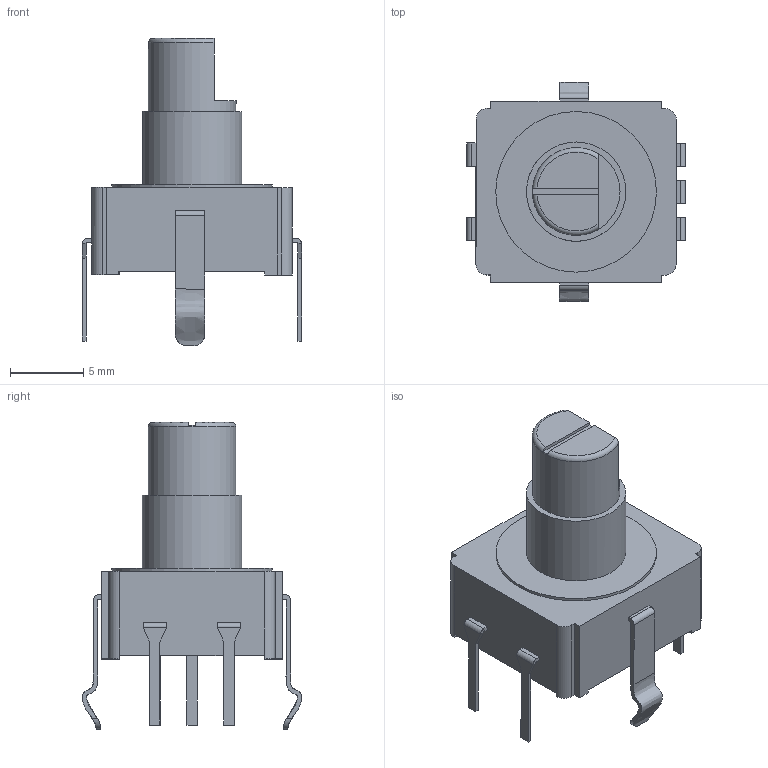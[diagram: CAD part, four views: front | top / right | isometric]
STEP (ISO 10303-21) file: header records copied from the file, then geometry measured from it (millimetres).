
FILE_DESCRIPTION(/* description */ (''),/* implementation_level */ '2;1');
FILE_NAME(/* name */ 'Encoder v2.step',/* time_stamp */ '2020-03-23T00:29:08+01:00',/* author */ (''),/* organization */ (''),/* preprocessor_version */ 'ST-DEVELOPER v18',/* originating_system */ 'Autodesk Translation Framework v8.12.0.6',/* authorisation */ '');
FILE_SCHEMA (('AUTOMOTIVE_DESIGN { 1 0 10303 214 3 1 1 }'));
Length unit declared in the file: millimetre
Products named in the file (2): Encoder; User Library-rotacijski enkoder
Assembly tree (1 placements, depth 2):
  Encoder
    User Library-rotacijski enkoder
Bounding box: 15.01 x 15.01 x 21.03 mm (x, y, z)
Volume: 1301.6 mm3; surface area: 1006.3 mm2
Topology: 1 solids, 1 shells, 134 faces, 347 edges, 225 vertices
Faces by surface type: plane 104, cylinder 25, bspline 4, torus 1
Full cylindrical faces by diameter (mm): 6 x1, 6.8 x1, 11 x1
Entity records: 4784 total; most frequent: CARTESIAN_POINT 1296, ORIENTED_EDGE 694, DIRECTION 647, EDGE_CURVE 347, LINE 275, VECTOR 275, VERTEX_POINT 225, AXIS2_PLACEMENT_3D 186
